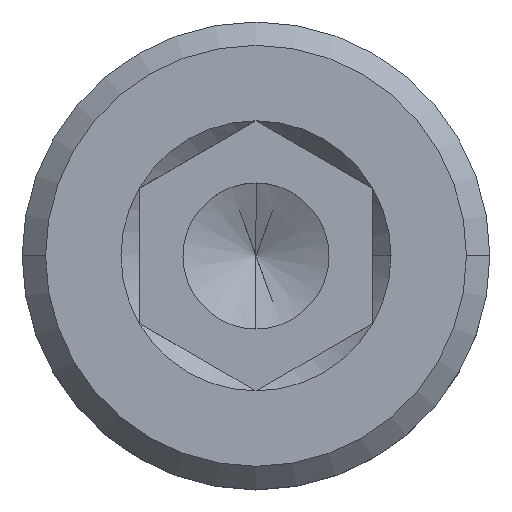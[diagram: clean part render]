
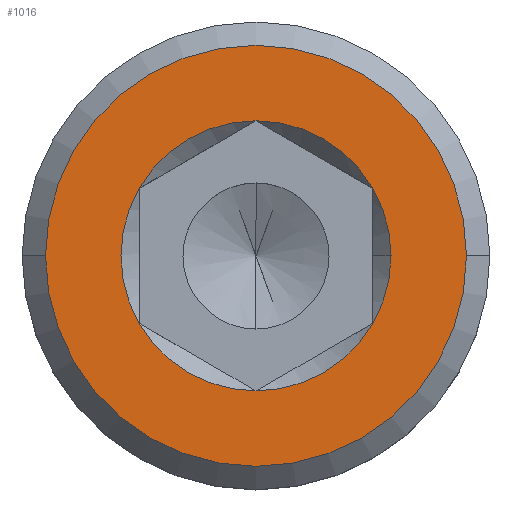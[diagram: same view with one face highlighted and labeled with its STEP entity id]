
A CAD part, top view. The second image highlights one B-rep face of the part: STEP entity #1016.
In plain terms, the highlighted planar face has unit normal (0, 0, 1).
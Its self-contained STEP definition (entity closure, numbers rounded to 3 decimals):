
#13 = EDGE_CURVE ( 'NONE', #2910, #1530, #247, .T. ) ;
#66 = AXIS2_PLACEMENT_3D ( 'NONE', #3681, #2283, #252 ) ;
#81 = PLANE ( 'NONE',  #1981 ) ;
#138 = EDGE_CURVE ( 'NONE', #2449, #436, #693, .T. ) ;
#247 = CIRCLE ( 'NONE', #2902, 4.619 ) ;
#252 = DIRECTION ( 'NONE',  ( 1., 0., 0. ) ) ;
#310 = CARTESIAN_POINT ( 'NONE',  ( 0., 0., 31.5 ) ) ;
#317 = AXIS2_PLACEMENT_3D ( 'NONE', #1118, #2275, #825 ) ;
#323 = CARTESIAN_POINT ( 'NONE',  ( 0., 0., 31.5 ) ) ;
#331 = EDGE_CURVE ( 'NONE', #3391, #1855, #1850, .T. ) ;
#362 = DIRECTION ( 'NONE',  ( 1., 0., 0. ) ) ;
#436 = VERTEX_POINT ( 'NONE', #1114 ) ;
#466 = EDGE_CURVE ( 'NONE', #616, #2449, #3215, .T. ) ;
#473 = AXIS2_PLACEMENT_3D ( 'NONE', #3350, #2177, #2425 ) ;
#474 = FACE_BOUND ( 'NONE', #2259, .T. ) ;
#616 = VERTEX_POINT ( 'NONE', #2025 ) ;
#683 = AXIS2_PLACEMENT_3D ( 'NONE', #323, #3763, #1772 ) ;
#693 = CIRCLE ( 'NONE', #864, 4.619 ) ;
#758 = CARTESIAN_POINT ( 'NONE',  ( 4., -2.309, 31.5 ) ) ;
#825 = DIRECTION ( 'NONE',  ( -1., 0., 0. ) ) ;
#834 = EDGE_CURVE ( 'NONE', #1530, #616, #3344, .T. ) ;
#864 = AXIS2_PLACEMENT_3D ( 'NONE', #310, #2040, #1779 ) ;
#892 = AXIS2_PLACEMENT_3D ( 'NONE', #898, #1152, #3505 ) ;
#898 = CARTESIAN_POINT ( 'NONE',  ( 0., 0., 31.5 ) ) ;
#947 = CARTESIAN_POINT ( 'NONE',  ( 0., 0., 31.5 ) ) ;
#960 = DIRECTION ( 'NONE',  ( 0., 0., -1. ) ) ;
#964 = DIRECTION ( 'NONE',  ( 1., 0., 0. ) ) ;
#1016 = ADVANCED_FACE ( 'NONE', ( #474, #1072 ), #81, .F. ) ;
#1068 = CIRCLE ( 'NONE', #892, 4.619 ) ;
#1072 = FACE_OUTER_BOUND ( 'NONE', #2632, .T. ) ;
#1082 = ORIENTED_EDGE ( 'NONE', *, *, #466, .F. ) ;
#1114 = CARTESIAN_POINT ( 'NONE',  ( 0., -4.619, 31.5 ) ) ;
#1118 = CARTESIAN_POINT ( 'NONE',  ( 0., 0., 31.5 ) ) ;
#1127 = ORIENTED_EDGE ( 'NONE', *, *, #331, .F. ) ;
#1152 = DIRECTION ( 'NONE',  ( 0., 0., 1. ) ) ;
#1165 = ORIENTED_EDGE ( 'NONE', *, *, #138, .F. ) ;
#1236 = DIRECTION ( 'NONE',  ( 0., 0., 1. ) ) ;
#1294 = ORIENTED_EDGE ( 'NONE', *, *, #834, .F. ) ;
#1369 = CARTESIAN_POINT ( 'NONE',  ( -7.2, 0., 31.5 ) ) ;
#1399 = ORIENTED_EDGE ( 'NONE', *, *, #13, .F. ) ;
#1419 = EDGE_CURVE ( 'NONE', #2630, #1579, #1621, .T. ) ;
#1508 = CIRCLE ( 'NONE', #3378, 4.619 ) ;
#1530 = VERTEX_POINT ( 'NONE', #2077 ) ;
#1534 = DIRECTION ( 'NONE',  ( 0., 0., 1. ) ) ;
#1579 = VERTEX_POINT ( 'NONE', #2942 ) ;
#1621 = CIRCLE ( 'NONE', #317, 7.2 ) ;
#1772 = DIRECTION ( 'NONE',  ( -1., 0., 0. ) ) ;
#1779 = DIRECTION ( 'NONE',  ( 1., 0., 0. ) ) ;
#1814 = CARTESIAN_POINT ( 'NONE',  ( 0., 0., 31.5 ) ) ;
#1850 = CIRCLE ( 'NONE', #3101, 4.619 ) ;
#1855 = VERTEX_POINT ( 'NONE', #3533 ) ;
#1913 = DIRECTION ( 'NONE',  ( 1., 0., 0. ) ) ;
#1981 = AXIS2_PLACEMENT_3D ( 'NONE', #2720, #960, #2389 ) ;
#2006 = ORIENTED_EDGE ( 'NONE', *, *, #2829, .T. ) ;
#2025 = CARTESIAN_POINT ( 'NONE',  ( -4., 2.309, 31.5 ) ) ;
#2031 = CIRCLE ( 'NONE', #683, 7.2 ) ;
#2040 = DIRECTION ( 'NONE',  ( 0., 0., 1. ) ) ;
#2077 = CARTESIAN_POINT ( 'NONE',  ( 0., 4.619, 31.5 ) ) ;
#2177 = DIRECTION ( 'NONE',  ( 0., 0., 1. ) ) ;
#2239 = EDGE_CURVE ( 'NONE', #1855, #2910, #1508, .T. ) ;
#2259 = EDGE_LOOP ( 'NONE', ( #1082, #1294, #1399, #2913, #1127, #3482, #1165 ) ) ;
#2275 = DIRECTION ( 'NONE',  ( 0., 0., 1. ) ) ;
#2283 = DIRECTION ( 'NONE',  ( 0., 0., 1. ) ) ;
#2315 = ORIENTED_EDGE ( 'NONE', *, *, #1419, .T. ) ;
#2389 = DIRECTION ( 'NONE',  ( -1., 0., 0. ) ) ;
#2425 = DIRECTION ( 'NONE',  ( 1., 0., 0. ) ) ;
#2449 = VERTEX_POINT ( 'NONE', #2990 ) ;
#2630 = VERTEX_POINT ( 'NONE', #1369 ) ;
#2632 = EDGE_LOOP ( 'NONE', ( #2315, #2006 ) ) ;
#2720 = CARTESIAN_POINT ( 'NONE',  ( 0., 0., 31.5 ) ) ;
#2829 = EDGE_CURVE ( 'NONE', #1579, #2630, #2031, .T. ) ;
#2851 = EDGE_CURVE ( 'NONE', #436, #3391, #1068, .T. ) ;
#2902 = AXIS2_PLACEMENT_3D ( 'NONE', #947, #1534, #362 ) ;
#2910 = VERTEX_POINT ( 'NONE', #3472 ) ;
#2913 = ORIENTED_EDGE ( 'NONE', *, *, #2239, .F. ) ;
#2942 = CARTESIAN_POINT ( 'NONE',  ( 7.2, 0., 31.5 ) ) ;
#2990 = CARTESIAN_POINT ( 'NONE',  ( -4., -2.309, 31.5 ) ) ;
#3064 = DIRECTION ( 'NONE',  ( 0., 0., 1. ) ) ;
#3101 = AXIS2_PLACEMENT_3D ( 'NONE', #1814, #1236, #1913 ) ;
#3215 = CIRCLE ( 'NONE', #66, 4.619 ) ;
#3344 = CIRCLE ( 'NONE', #473, 4.619 ) ;
#3350 = CARTESIAN_POINT ( 'NONE',  ( 0., 0., 31.5 ) ) ;
#3378 = AXIS2_PLACEMENT_3D ( 'NONE', #3574, #3064, #964 ) ;
#3391 = VERTEX_POINT ( 'NONE', #758 ) ;
#3472 = CARTESIAN_POINT ( 'NONE',  ( 4., 2.309, 31.5 ) ) ;
#3482 = ORIENTED_EDGE ( 'NONE', *, *, #2851, .F. ) ;
#3505 = DIRECTION ( 'NONE',  ( 1., 0., 0. ) ) ;
#3533 = CARTESIAN_POINT ( 'NONE',  ( 4.619, 0., 31.5 ) ) ;
#3574 = CARTESIAN_POINT ( 'NONE',  ( 0., 0., 31.5 ) ) ;
#3681 = CARTESIAN_POINT ( 'NONE',  ( 0., 0., 31.5 ) ) ;
#3763 = DIRECTION ( 'NONE',  ( 0., 0., 1. ) ) ;
